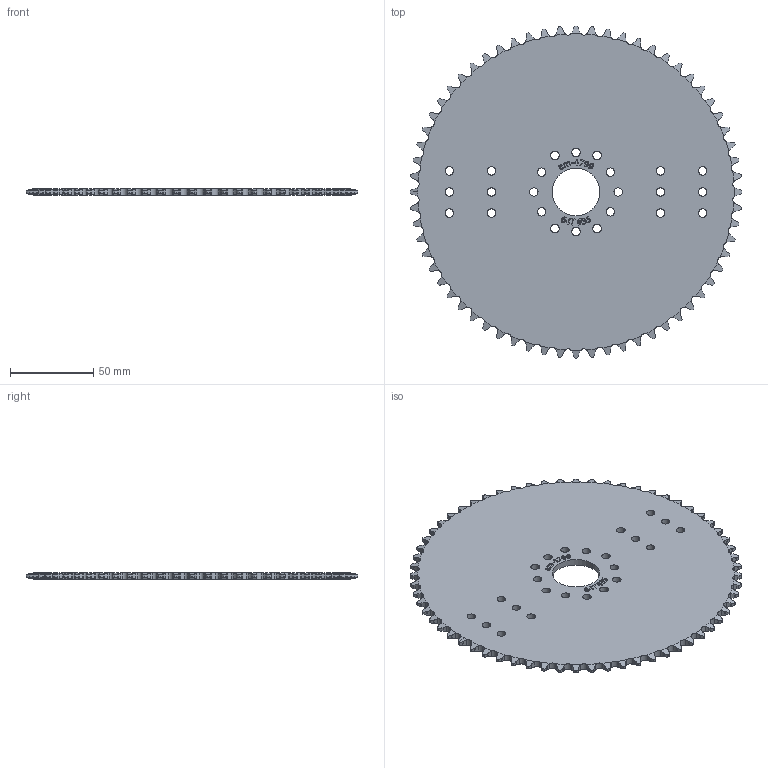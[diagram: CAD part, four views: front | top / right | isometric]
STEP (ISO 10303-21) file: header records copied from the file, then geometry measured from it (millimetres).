
FILE_DESCRIPTION (( 'STEP AP203' ), '1' );
FILE_NAME ('am-4799 64T 35 Chain 1125in Plate.STEP', '2022-09-07T20:58:14', ( '' ), ( '' ), 'SwSTEP 2.0', 'SolidWorks 2022', '' );
FILE_SCHEMA (( 'CONFIG_CONTROL_DESIGN' ));
Length unit declared in the file: inch
Products named in the file (1): am-4799 64T 35 Chain 1125in Plate
Bounding box: 199.66 x 199.66 x 3.99 mm (x, y, z)
Volume: 111614.1 mm3; surface area: 61452.3 mm2
Topology: 1 solids, 1 shells, 971 faces, 2846 edges, 1897 vertices
Faces by surface type: cylinder 473, plane 275, cone 130, bspline 93
Entity records: 37790 total; most frequent: CARTESIAN_POINT 14072, ORIENTED_EDGE 5692, DIRECTION 3863, EDGE_CURVE 2846, VERTEX_POINT 1897, AXIS2_PLACEMENT_3D 1396, B_SPLINE_CURVE_WITH_KNOTS 1258, VECTOR 1071
